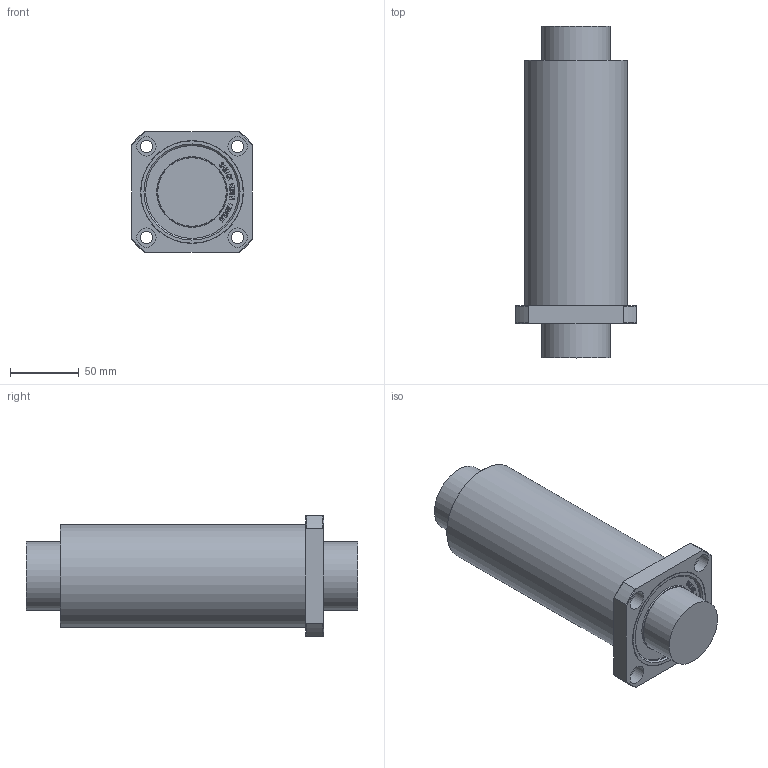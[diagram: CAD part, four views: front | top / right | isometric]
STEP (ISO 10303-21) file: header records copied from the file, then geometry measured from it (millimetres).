
FILE_DESCRIPTION((''),'2;1');
FILE_NAME('LMEK50LUU.stp','2013-02-05T20:12:50',('user2'),(''),'Autodesk Inventor 2012','Autodesk Inventor 2012','');
FILE_SCHEMA(('AUTOMOTIVE_DESIGN { 1 0 10303 214 1 1 1 1 }'));
Length unit declared in the file: millimetre
Products named in the file (1): LMEK50LUU
Bounding box: 88 x 242 x 88 mm (x, y, z)
Volume: 973155.2 mm3; surface area: 72463.6 mm2
Topology: 1 solids, 1 shells, 864 faces, 2416 edges, 1610 vertices
Faces by surface type: bspline 600, plane 232, cylinder 18, cone 12, torus 2
Full cylindrical faces by diameter (mm): 9 x4, 14 x4, 50 x2, 67.7 x2, 75 x2
Entity records: 29135 total; most frequent: CARTESIAN_POINT 10299, ORIENTED_EDGE 4788, EDGE_CURVE 2394, DIRECTION 1760, VERTEX_POINT 1608, QUASI_UNIFORM_CURVE 1200, VECTOR 1126, LINE 1126
